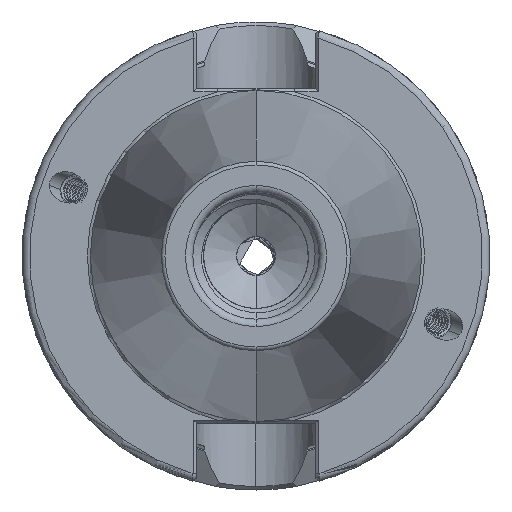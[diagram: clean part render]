
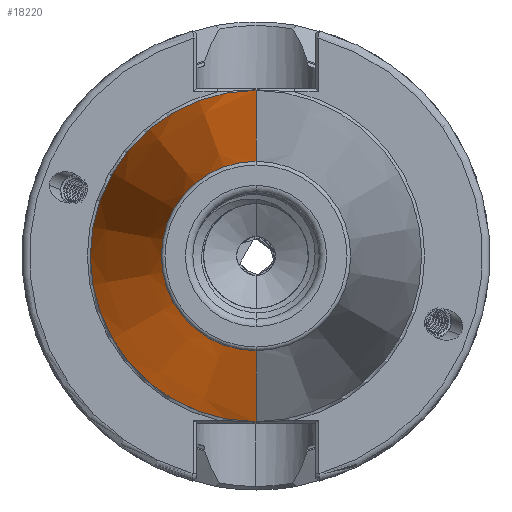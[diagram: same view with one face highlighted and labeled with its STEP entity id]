
A CAD part, left-side view. The second image highlights one B-rep face of the part: STEP entity #18220.
In plain terms, the highlighted conical face has half-angle 8.297 degrees and reference radius 22.298 mm.
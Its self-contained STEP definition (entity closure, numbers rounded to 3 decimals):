
#435 = EDGE_LOOP ( 'NONE', ( #17515, #17517, #17516, #12364 ) ) ;
#741 = CARTESIAN_POINT ( 'NONE',  ( -1.5, 0., -22.298 ) ) ;
#742 = CARTESIAN_POINT ( 'NONE',  ( -1.5, 0., 22.298 ) ) ;
#743 = CARTESIAN_POINT ( 'NONE',  ( -66.972, 0., -12.75 ) ) ;
#744 = CARTESIAN_POINT ( 'NONE',  ( -66.972, 0., 12.75 ) ) ;
#2771 = AXIS2_PLACEMENT_3D ( 'NONE', #15391, #15392, #15393 ) ;
#2777 = AXIS2_PLACEMENT_3D ( 'NONE', #15394, #15401, #15402 ) ;
#2778 = VECTOR ( 'NONE', #15400, 1000. ) ;
#2780 = VECTOR ( 'NONE', #15406, 1000. ) ;
#6586 = FACE_OUTER_BOUND ( 'NONE', #435, .T. ) ;
#6588 = AXIS2_PLACEMENT_3D ( 'NONE', #6607, #6608, #6609 ) ;
#6607 = CARTESIAN_POINT ( 'NONE',  ( -1.5, 0., 0. ) ) ;
#6608 = DIRECTION ( 'NONE',  ( 1., 0., 0. ) ) ;
#6609 = DIRECTION ( 'NONE',  ( 0., 0., -1. ) ) ;
#12364 = ORIENTED_EDGE ( 'NONE', *, *, #17707, .F. ) ;
#15391 = CARTESIAN_POINT ( 'NONE',  ( -1.5, 0., 0. ) ) ;
#15392 = DIRECTION ( 'NONE',  ( 1., 0., 0. ) ) ;
#15393 = DIRECTION ( 'NONE',  ( 0., 0., -1. ) ) ;
#15394 = CARTESIAN_POINT ( 'NONE',  ( -66.972, 0., 0. ) ) ;
#15398 = LINE ( 'NONE', #15399, #2778 ) ;
#15399 = CARTESIAN_POINT ( 'NONE',  ( -1.5, 0., 22.298 ) ) ;
#15400 = DIRECTION ( 'NONE',  ( 0.99, 0., 0.144 ) ) ;
#15401 = DIRECTION ( 'NONE',  ( 1., 0., 0. ) ) ;
#15402 = DIRECTION ( 'NONE',  ( 0., 0., -1. ) ) ;
#15404 = LINE ( 'NONE', #15405, #2780 ) ;
#15405 = CARTESIAN_POINT ( 'NONE',  ( -1.5, 0., -22.298 ) ) ;
#15406 = DIRECTION ( 'NONE',  ( 0.99, 0., -0.144 ) ) ;
#15900 = VERTEX_POINT ( 'NONE', #741 ) ;
#15901 = VERTEX_POINT ( 'NONE', #742 ) ;
#15902 = VERTEX_POINT ( 'NONE', #743 ) ;
#15903 = VERTEX_POINT ( 'NONE', #744 ) ;
#17515 = ORIENTED_EDGE ( 'NONE', *, *, #17706, .T. ) ;
#17516 = ORIENTED_EDGE ( 'NONE', *, *, #17703, .F. ) ;
#17517 = ORIENTED_EDGE ( 'NONE', *, *, #17705, .T. ) ;
#17703 = EDGE_CURVE ( 'NONE', #15900, #15901, #18751, .T. ) ;
#17705 = EDGE_CURVE ( 'NONE', #15903, #15901, #15398, .T. ) ;
#17706 = EDGE_CURVE ( 'NONE', #15902, #15903, #18752, .T. ) ;
#17707 = EDGE_CURVE ( 'NONE', #15902, #15900, #15404, .T. ) ;
#18220 = ADVANCED_FACE ( 'NONE', ( #6586 ), #19051, .T. ) ;
#18751 = CIRCLE ( 'NONE', #2771, 22.298 ) ;
#18752 = CIRCLE ( 'NONE', #2777, 12.75 ) ;
#19051 = CONICAL_SURFACE ( 'NONE', #6588, 22.298, 0.145 ) ;
